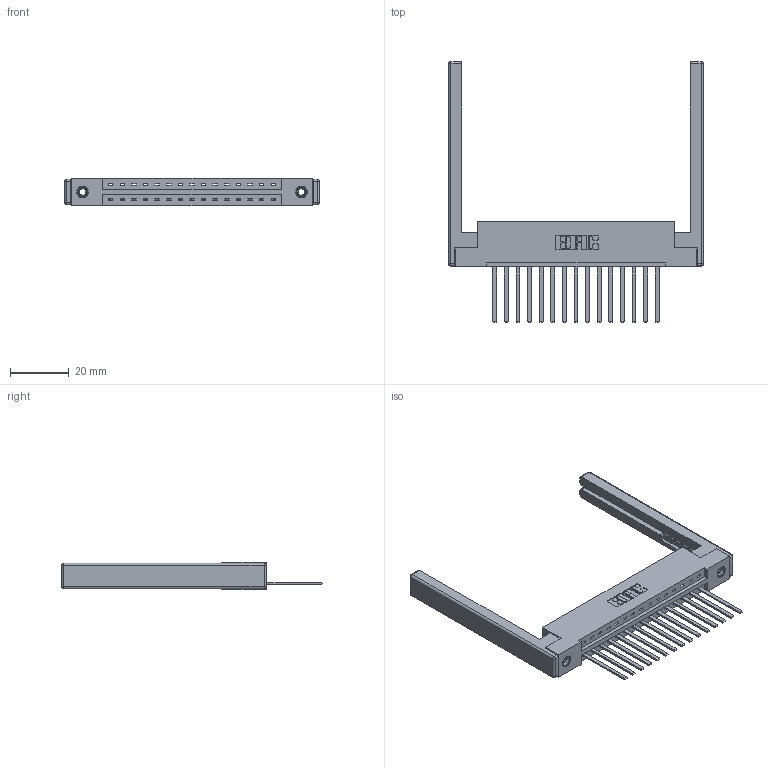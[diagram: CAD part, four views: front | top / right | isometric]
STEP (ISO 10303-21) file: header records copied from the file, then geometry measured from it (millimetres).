
FILE_DESCRIPTION (( 'STEP AP203' ), '1' );
FILE_NAME ('337-015-544-168.STEP', '2019-09-28T16:59:08', ( '' ), ( '' ), 'SwSTEP 2.0', 'SolidWorks 2016', '' );
FILE_SCHEMA (( 'CONFIG_CONTROL_DESIGN' ));
Length unit declared in the file: inch
Products named in the file (5): 337 Part_Flush Mounting Lugs - 0.156 Dia-TI; 345-250-001_345-250-001-102; 337-015-544-168; 345-292-001_345-293-144; 307-220-068
Assembly tree (20 placements, depth 2):
  337-015-544-168
    337 Part_Flush Mounting Lugs - 0.156 Dia-TI
    345-292-001_345-293-144  x15
    345-250-001_345-250-001-102  x2
    307-220-068  x2
Bounding box: 86.87 x 89.03 x 9.4 mm (x, y, z)
Volume: 13255.5 mm3; surface area: 13674.3 mm2
Topology: 20 solids, 20 shells, 1108 faces, 3251 edges, 2126 vertices
Faces by surface type: plane 788, cylinder 296, cone 12, sphere 8, torus 4
Entity records: 17218 total; most frequent: CARTESIAN_POINT 2952, ORIENTED_EDGE 2892, DIRECTION 2610, EDGE_CURVE 1446, VECTOR 1272, LINE 1272, VERTEX_POINT 954, AXIS2_PLACEMENT_3D 669
